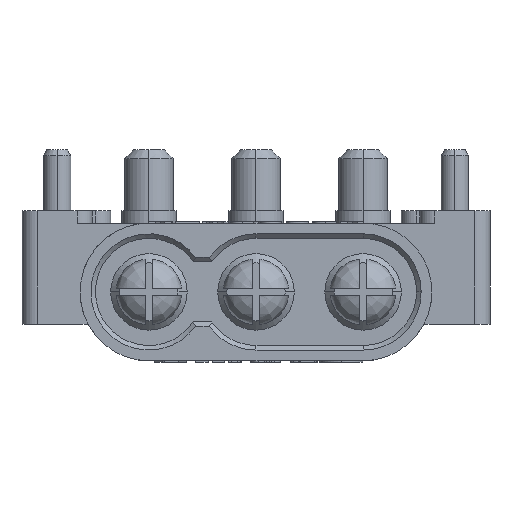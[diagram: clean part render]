
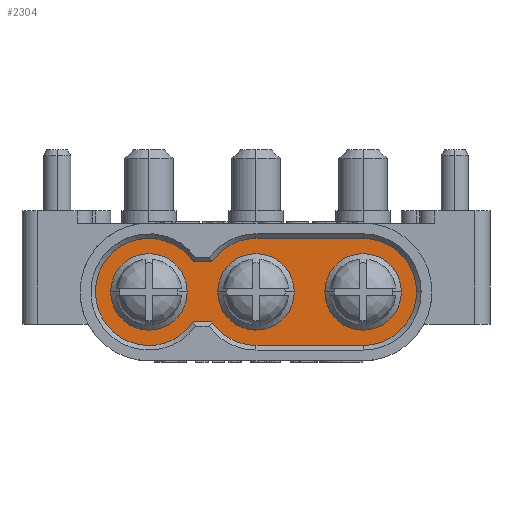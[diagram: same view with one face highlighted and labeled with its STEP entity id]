
A CAD part, front view. The second image highlights one B-rep face of the part: STEP entity #2304.
In plain terms, the highlighted face is planar.
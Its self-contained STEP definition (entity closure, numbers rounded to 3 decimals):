
#74 = DIRECTION ( 'NONE',  ( 0., 1., 0. ) ) ;
#156 = EDGE_CURVE ( 'NONE', #19217, #15410, #15745, .T. ) ;
#305 = DIRECTION ( 'NONE',  ( -1., 0., 0. ) ) ;
#332 = CARTESIAN_POINT ( 'NONE',  ( 7., 6.05, 2.65 ) ) ;
#728 = ORIENTED_EDGE ( 'NONE', *, *, #13753, .T. ) ;
#949 = CARTESIAN_POINT ( 'NONE',  ( 8.25, 6.05, 2.65 ) ) ;
#1303 = ORIENTED_EDGE ( 'NONE', *, *, #18274, .T. ) ;
#1334 = AXIS2_PLACEMENT_3D ( 'NONE', #8190, #16753, #11868 ) ;
#1518 = ORIENTED_EDGE ( 'NONE', *, *, #18276, .F. ) ;
#1540 = FACE_BOUND ( 'NONE', #3329, .T. ) ;
#1660 = CARTESIAN_POINT ( 'NONE',  ( 3.5, 6.05, 4.4 ) ) ;
#1761 = DIRECTION ( 'NONE',  ( 0., 1., 0. ) ) ;
#1864 = CARTESIAN_POINT ( 'NONE',  ( 0., 6.05, 2.65 ) ) ;
#2172 = DIRECTION ( 'NONE',  ( -1., 0., 0. ) ) ;
#2304 = ADVANCED_FACE ( 'NONE', ( #11715, #1540, #5126, #4904 ), #9816, .T. ) ;
#2673 = AXIS2_PLACEMENT_3D ( 'NONE', #332, #12377, #13927 ) ;
#3205 = VECTOR ( 'NONE', #8584, 1000. ) ;
#3329 = EDGE_LOOP ( 'NONE', ( #12817, #14772 ) ) ;
#3340 = CIRCLE ( 'NONE', #12956, 1.75 ) ;
#3620 = CARTESIAN_POINT ( 'NONE',  ( 1.45, 6.05, 1.67 ) ) ;
#3819 = EDGE_CURVE ( 'NONE', #12796, #20070, #21937, .T. ) ;
#4033 = DIRECTION ( 'NONE',  ( 0., -1., 0. ) ) ;
#4050 = DIRECTION ( 'NONE',  ( -1., 0., 0. ) ) ;
#4069 = DIRECTION ( 'NONE',  ( 0., 1., 0. ) ) ;
#4311 = CARTESIAN_POINT ( 'NONE',  ( 0., 6.05, 2.65 ) ) ;
#4369 = EDGE_CURVE ( 'NONE', #8415, #14351, #18112, .T. ) ;
#4418 = DIRECTION ( 'NONE',  ( 1., 0., 0. ) ) ;
#4670 = EDGE_CURVE ( 'NONE', #9101, #20982, #9220, .T. ) ;
#4904 = FACE_BOUND ( 'NONE', #9169, .T. ) ;
#5068 = VERTEX_POINT ( 'NONE', #1660 ) ;
#5075 = EDGE_CURVE ( 'NONE', #19217, #7326, #8483, .T. ) ;
#5126 = FACE_BOUND ( 'NONE', #12131, .T. ) ;
#5299 = CARTESIAN_POINT ( 'NONE',  ( -1.25, 6.05, 2.65 ) ) ;
#5814 = CARTESIAN_POINT ( 'NONE',  ( 3.5, 6.05, 2.65 ) ) ;
#6092 = EDGE_CURVE ( 'NONE', #6713, #16190, #14795, .T. ) ;
#6174 = CIRCLE ( 'NONE', #17197, 1.75 ) ;
#6713 = VERTEX_POINT ( 'NONE', #9455 ) ;
#6781 = ORIENTED_EDGE ( 'NONE', *, *, #16215, .T. ) ;
#7202 = EDGE_CURVE ( 'NONE', #16190, #6713, #15224, .T. ) ;
#7326 = VERTEX_POINT ( 'NONE', #10940 ) ;
#7418 = CARTESIAN_POINT ( 'NONE',  ( 4.75, 6.05, 2.65 ) ) ;
#7817 = ORIENTED_EDGE ( 'NONE', *, *, #21176, .T. ) ;
#7833 = DIRECTION ( 'NONE',  ( -1., 0., 0. ) ) ;
#8190 = CARTESIAN_POINT ( 'NONE',  ( 3.5, 6.05, 2.65 ) ) ;
#8415 = VERTEX_POINT ( 'NONE', #9053 ) ;
#8483 = LINE ( 'NONE', #17152, #21497 ) ;
#8584 = DIRECTION ( 'NONE',  ( 1., 0., 0. ) ) ;
#8905 = EDGE_CURVE ( 'NONE', #20982, #9101, #12635, .T. ) ;
#8927 = DIRECTION ( 'NONE',  ( 1., 0., 0. ) ) ;
#9001 = EDGE_CURVE ( 'NONE', #9378, #10714, #18678, .T. ) ;
#9021 = EDGE_LOOP ( 'NONE', ( #16694, #6781, #1518, #728, #21909, #19160, #1303, #10077, #7817 ) ) ;
#9053 = CARTESIAN_POINT ( 'NONE',  ( 1.25, 6.05, 2.65 ) ) ;
#9101 = VERTEX_POINT ( 'NONE', #949 ) ;
#9169 = EDGE_LOOP ( 'NONE', ( #18113, #14370 ) ) ;
#9220 = CIRCLE ( 'NONE', #21649, 1.25 ) ;
#9378 = VERTEX_POINT ( 'NONE', #3620 ) ;
#9455 = CARTESIAN_POINT ( 'NONE',  ( 2.25, 6.05, 2.65 ) ) ;
#9816 = PLANE ( 'NONE',  #10530 ) ;
#9995 = DIRECTION ( 'NONE',  ( 1., 0., 0. ) ) ;
#10039 = CIRCLE ( 'NONE', #18224, 1.25 ) ;
#10077 = ORIENTED_EDGE ( 'NONE', *, *, #9001, .T. ) ;
#10147 = AXIS2_PLACEMENT_3D ( 'NONE', #18579, #74, #305 ) ;
#10428 = AXIS2_PLACEMENT_3D ( 'NONE', #14206, #4069, #2172 ) ;
#10460 = ORIENTED_EDGE ( 'NONE', *, *, #8905, .T. ) ;
#10530 = AXIS2_PLACEMENT_3D ( 'NONE', #20268, #18600, #21827 ) ;
#10714 = VERTEX_POINT ( 'NONE', #15161 ) ;
#10940 = CARTESIAN_POINT ( 'NONE',  ( 7., 6.05, 0.9 ) ) ;
#10966 = VERTEX_POINT ( 'NONE', #11784 ) ;
#10970 = DIRECTION ( 'NONE',  ( -1., 0., 0. ) ) ;
#11046 = DIRECTION ( 'NONE',  ( 0., -1., 0. ) ) ;
#11341 = VECTOR ( 'NONE', #10970, 1000. ) ;
#11715 = FACE_OUTER_BOUND ( 'NONE', #9021, .T. ) ;
#11719 = CARTESIAN_POINT ( 'NONE',  ( 7., 6.05, 3.63 ) ) ;
#11784 = CARTESIAN_POINT ( 'NONE',  ( 7., 6.05, 4.4 ) ) ;
#11852 = AXIS2_PLACEMENT_3D ( 'NONE', #5814, #17955, #7833 ) ;
#11868 = DIRECTION ( 'NONE',  ( 1., 0., 0. ) ) ;
#12131 = EDGE_LOOP ( 'NONE', ( #16066, #10460 ) ) ;
#12377 = DIRECTION ( 'NONE',  ( 0., -1., 0. ) ) ;
#12534 = LINE ( 'NONE', #19307, #19858 ) ;
#12576 = CIRCLE ( 'NONE', #10428, 1.75 ) ;
#12635 = CIRCLE ( 'NONE', #2673, 1.25 ) ;
#12644 = LINE ( 'NONE', #19427, #11341 ) ;
#12796 = VERTEX_POINT ( 'NONE', #15519 ) ;
#12817 = ORIENTED_EDGE ( 'NONE', *, *, #7202, .T. ) ;
#12956 = AXIS2_PLACEMENT_3D ( 'NONE', #21873, #15083, #18542 ) ;
#13078 = CARTESIAN_POINT ( 'NONE',  ( 3.5, 6.05, 0.9 ) ) ;
#13333 = CARTESIAN_POINT ( 'NONE',  ( 2.05, 6.05, 3.63 ) ) ;
#13497 = CARTESIAN_POINT ( 'NONE',  ( 3.5, 6.05, 2.65 ) ) ;
#13753 = EDGE_CURVE ( 'NONE', #10966, #7326, #3340, .T. ) ;
#13927 = DIRECTION ( 'NONE',  ( 1., 0., 0. ) ) ;
#14206 = CARTESIAN_POINT ( 'NONE',  ( 3.5, 6.05, 2.65 ) ) ;
#14351 = VERTEX_POINT ( 'NONE', #5299 ) ;
#14370 = ORIENTED_EDGE ( 'NONE', *, *, #20161, .T. ) ;
#14703 = CARTESIAN_POINT ( 'NONE',  ( 5.75, 6.05, 2.65 ) ) ;
#14772 = ORIENTED_EDGE ( 'NONE', *, *, #6092, .T. ) ;
#14795 = CIRCLE ( 'NONE', #17638, 1.25 ) ;
#15083 = DIRECTION ( 'NONE',  ( 0., 1., 0. ) ) ;
#15161 = CARTESIAN_POINT ( 'NONE',  ( -1.75, 6.05, 2.65 ) ) ;
#15224 = CIRCLE ( 'NONE', #1334, 1.25 ) ;
#15226 = CARTESIAN_POINT ( 'NONE',  ( 0., 6.05, 2.65 ) ) ;
#15270 = DIRECTION ( 'NONE',  ( 1., 0., 0. ) ) ;
#15410 = VERTEX_POINT ( 'NONE', #16316 ) ;
#15519 = CARTESIAN_POINT ( 'NONE',  ( 1.45, 6.05, 3.63 ) ) ;
#15615 = AXIS2_PLACEMENT_3D ( 'NONE', #4311, #18213, #4418 ) ;
#15745 = CIRCLE ( 'NONE', #11852, 1.75 ) ;
#16066 = ORIENTED_EDGE ( 'NONE', *, *, #4670, .T. ) ;
#16175 = DIRECTION ( 'NONE',  ( 1., 0., 0. ) ) ;
#16190 = VERTEX_POINT ( 'NONE', #7418 ) ;
#16215 = EDGE_CURVE ( 'NONE', #20070, #5068, #12576, .T. ) ;
#16316 = CARTESIAN_POINT ( 'NONE',  ( 2.05, 6.05, 1.67 ) ) ;
#16694 = ORIENTED_EDGE ( 'NONE', *, *, #3819, .T. ) ;
#16753 = DIRECTION ( 'NONE',  ( 0., -1., 0. ) ) ;
#17152 = CARTESIAN_POINT ( 'NONE',  ( 7., 6.05, 0.9 ) ) ;
#17197 = AXIS2_PLACEMENT_3D ( 'NONE', #1864, #1761, #20150 ) ;
#17638 = AXIS2_PLACEMENT_3D ( 'NONE', #13497, #20498, #8927 ) ;
#17955 = DIRECTION ( 'NONE',  ( 0., 1., 0. ) ) ;
#18112 = CIRCLE ( 'NONE', #15615, 1.25 ) ;
#18113 = ORIENTED_EDGE ( 'NONE', *, *, #4369, .T. ) ;
#18213 = DIRECTION ( 'NONE',  ( 0., -1., 0. ) ) ;
#18224 = AXIS2_PLACEMENT_3D ( 'NONE', #15226, #11046, #9995 ) ;
#18274 = EDGE_CURVE ( 'NONE', #15410, #9378, #12534, .T. ) ;
#18276 = EDGE_CURVE ( 'NONE', #10966, #5068, #12644, .T. ) ;
#18542 = DIRECTION ( 'NONE',  ( -1., 0., 0. ) ) ;
#18579 = CARTESIAN_POINT ( 'NONE',  ( 0., 6.05, 2.65 ) ) ;
#18600 = DIRECTION ( 'NONE',  ( 0., 1., 0. ) ) ;
#18678 = CIRCLE ( 'NONE', #10147, 1.75 ) ;
#19160 = ORIENTED_EDGE ( 'NONE', *, *, #156, .T. ) ;
#19195 = CARTESIAN_POINT ( 'NONE',  ( 7., 6.05, 2.65 ) ) ;
#19217 = VERTEX_POINT ( 'NONE', #13078 ) ;
#19307 = CARTESIAN_POINT ( 'NONE',  ( 7., 6.05, 1.67 ) ) ;
#19427 = CARTESIAN_POINT ( 'NONE',  ( 3.5, 6.05, 4.4 ) ) ;
#19858 = VECTOR ( 'NONE', #4050, 1000. ) ;
#20070 = VERTEX_POINT ( 'NONE', #13333 ) ;
#20150 = DIRECTION ( 'NONE',  ( -1., 0., 0. ) ) ;
#20161 = EDGE_CURVE ( 'NONE', #14351, #8415, #10039, .T. ) ;
#20268 = CARTESIAN_POINT ( 'NONE',  ( 7., 6.05, 2.65 ) ) ;
#20498 = DIRECTION ( 'NONE',  ( 0., -1., 0. ) ) ;
#20982 = VERTEX_POINT ( 'NONE', #14703 ) ;
#21176 = EDGE_CURVE ( 'NONE', #10714, #12796, #6174, .T. ) ;
#21497 = VECTOR ( 'NONE', #15270, 1000. ) ;
#21649 = AXIS2_PLACEMENT_3D ( 'NONE', #19195, #4033, #16175 ) ;
#21827 = DIRECTION ( 'NONE',  ( 0., 0., 1. ) ) ;
#21873 = CARTESIAN_POINT ( 'NONE',  ( 7., 6.05, 2.65 ) ) ;
#21909 = ORIENTED_EDGE ( 'NONE', *, *, #5075, .F. ) ;
#21937 = LINE ( 'NONE', #11719, #3205 ) ;
